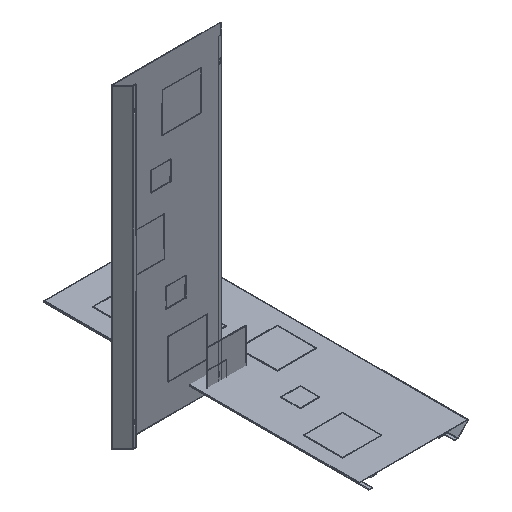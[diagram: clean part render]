
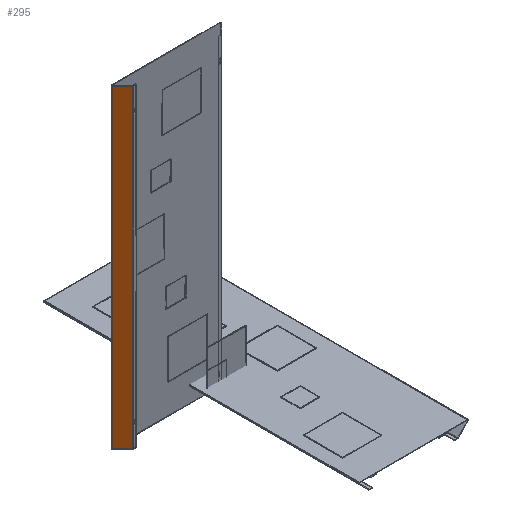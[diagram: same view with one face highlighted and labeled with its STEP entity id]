
A CAD part, isometric view. The second image highlights one B-rep face of the part: STEP entity #295.
In plain terms, the highlighted planar face has unit normal (-0.707, -0.707, 0).
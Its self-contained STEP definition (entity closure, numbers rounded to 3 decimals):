
#295 = ADVANCED_FACE( '', ( #796 ), #797, .T. );
#796 = FACE_OUTER_BOUND( '', #1639, .T. );
#797 = PLANE( '', #1640 );
#1639 = EDGE_LOOP( '', ( #2516, #2517, #2518, #2519 ) );
#1640 = AXIS2_PLACEMENT_3D( '', #2520, #2521, #2522 );
#2516 = ORIENTED_EDGE( '', *, *, #4039, .F. );
#2517 = ORIENTED_EDGE( '', *, *, #4040, .F. );
#2518 = ORIENTED_EDGE( '', *, *, #4041, .F. );
#2519 = ORIENTED_EDGE( '', *, *, #4042, .F. );
#2520 = CARTESIAN_POINT( '', ( -435.967, 0.619, 1537.683 ) );
#2521 = DIRECTION( '', ( -0.707, -0.707, 0. ) );
#2522 = DIRECTION( '', ( -0.707, 0.707, 0. ) );
#4039 = EDGE_CURVE( '', #4672, #4673, #4674, .T. );
#4040 = EDGE_CURVE( '', #4675, #4672, #4676, .T. );
#4041 = EDGE_CURVE( '', #4677, #4675, #4678, .T. );
#4042 = EDGE_CURVE( '', #4673, #4677, #4679, .T. );
#4672 = VERTEX_POINT( '', #5566 );
#4673 = VERTEX_POINT( '', #5567 );
#4674 = LINE( '', #5568, #5569 );
#4675 = VERTEX_POINT( '', #5570 );
#4676 = LINE( '', #5571, #5572 );
#4677 = VERTEX_POINT( '', #5573 );
#4678 = LINE( '', #5574, #5575 );
#4679 = LINE( '', #5576, #5577 );
#5566 = CARTESIAN_POINT( '', ( -436.52, 1.172, -62.317 ) );
#5567 = CARTESIAN_POINT( '', ( -488.088, 52.74, -62.317 ) );
#5568 = CARTESIAN_POINT( '', ( -435.967, 0.619, -62.317 ) );
#5569 = VECTOR( '', #6930, 1000. );
#5570 = CARTESIAN_POINT( '', ( -436.52, 1.172, 1537.683 ) );
#5571 = CARTESIAN_POINT( '', ( -436.52, 1.172, 1537.683 ) );
#5572 = VECTOR( '', #6931, 1000. );
#5573 = CARTESIAN_POINT( '', ( -488.088, 52.74, 1537.683 ) );
#5574 = CARTESIAN_POINT( '', ( -435.967, 0.619, 1537.683 ) );
#5575 = VECTOR( '', #6932, 1000. );
#5576 = CARTESIAN_POINT( '', ( -488.088, 52.74, -62.317 ) );
#5577 = VECTOR( '', #6933, 1000. );
#6930 = DIRECTION( '', ( -0.707, 0.707, 0. ) );
#6931 = DIRECTION( '', ( 0., 0., -1. ) );
#6932 = DIRECTION( '', ( 0.707, -0.707, 0. ) );
#6933 = DIRECTION( '', ( 0., 0., 1. ) );
